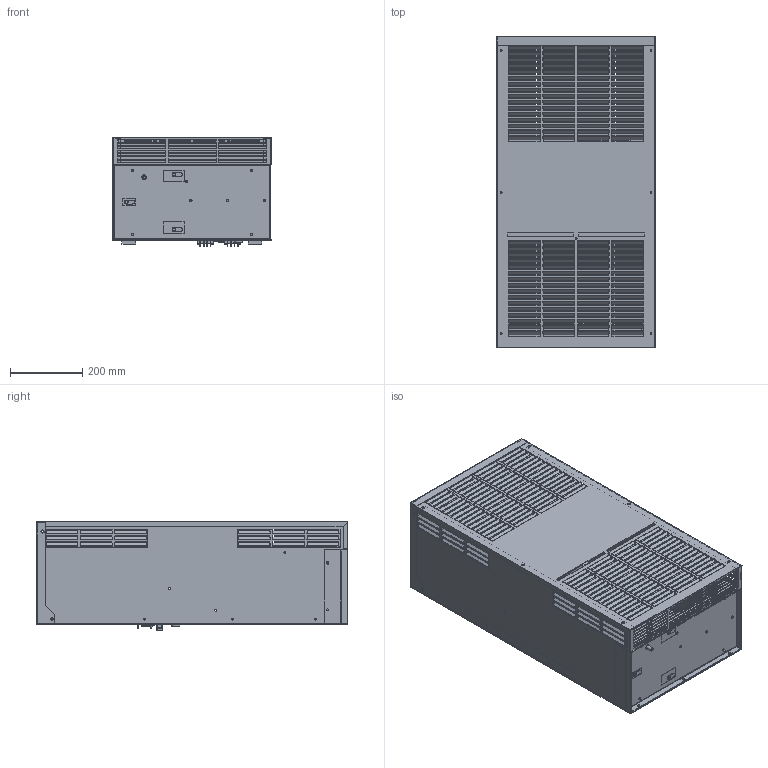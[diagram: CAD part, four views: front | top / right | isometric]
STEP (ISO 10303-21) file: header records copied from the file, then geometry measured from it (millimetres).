
FILE_DESCRIPTION((''),'2;1');
FILE_NAME('STEP-STEP-GA250033A.stp', '2019-11-11T15:59:47',('User'),('SDRC'),'I-DEAS Master Series','UNIX','Yes');
FILE_SCHEMA(('CONFIG_CONTROL_DESIGN', 'GEOMETRIC_VALIDATION_PROPERTIES_MIM','SHAPE_APPEARANCE_LAYER_MIM'));
Length unit declared in the file: inch
Bounding box: 438.63 x 862.69 x 304.19 mm (x, y, z)
Volume: 2221490.1 mm3; surface area: 3962212.5 mm2
Topology: 64 solids, 64 shells, 4023 faces, 10974 edges, 7171 vertices
Faces by surface type: bspline 4023
Entity records: 134038 total; most frequent: CARTESIAN_POINT 56215, ORIENTED_EDGE 21874, OVER_RIDING_STYLED_ITEM 10953, EDGE_CURVE 10937, VERTEX_POINT 7171, B_SPLINE_CURVE_WITH_KNOTS 5320, EDGE_LOOP 5022, FACE_OUTER_BOUND 4023
